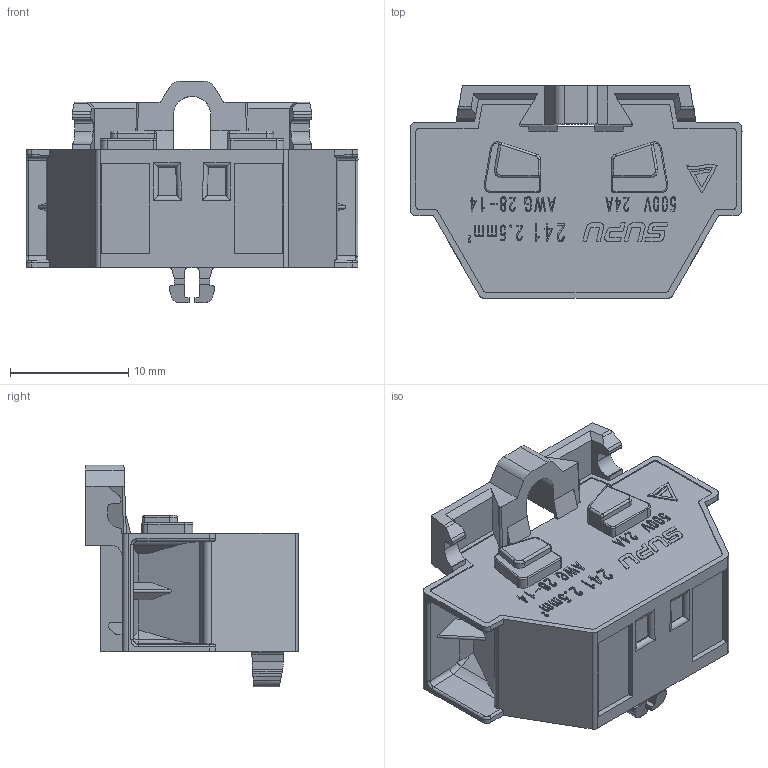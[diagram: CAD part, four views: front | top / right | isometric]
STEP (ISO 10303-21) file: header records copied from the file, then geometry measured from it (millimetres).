
FILE_DESCRIPTION(/* description */ (''),/* implementation_level */ '2;1');
FILE_NAME(/* name */ '241331.stp',/* time_stamp */ '2022-04-14T16:52:55+08:00',/* author */ (''),/* organization */ (''),/* preprocessor_version */ 'ST-DEVELOPER v16.7',/* originating_system */ 'SIEMENS PLM Software NX 12.0',/* authorisation */ '');
FILE_SCHEMA (('AP203_CONFIGURATION_CONTROLLED_3D_DESIGN_OF_MECHANICAL_PARTS_AND_ASSEMBLIES_MIM_LF { 1 0 10303 403 2 1 2}'));
Length unit declared in the file: millimetre
Products named in the file (1): sp1310t1005_step
Bounding box: 28.12 x 18 x 18.8 mm (x, y, z)
Volume: 3447.8 mm3; surface area: 2264.7 mm2
Topology: 1 solids, 1 shells, 829 faces, 2289 edges, 1506 vertices
Faces by surface type: plane 431, extrusion 254, cylinder 119, torus 12, bspline 9, sphere 4
Entity records: 29079 total; most frequent: CARTESIAN_POINT 8724, ORIENTED_EDGE 4578, DIRECTION 3348, EDGE_CURVE 2289, VECTOR 1768, LINE 1514, VERTEX_POINT 1506, EDGE_LOOP 875
